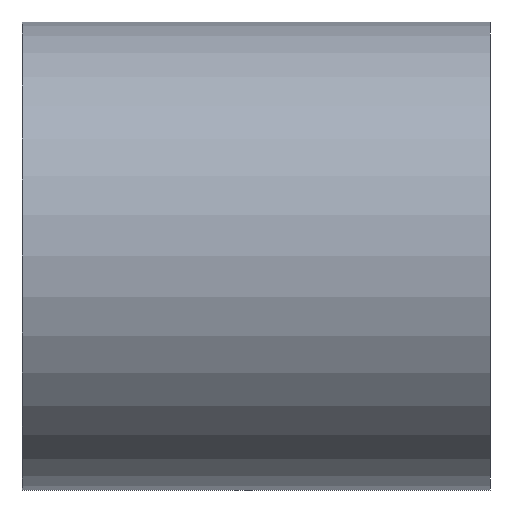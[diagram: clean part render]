
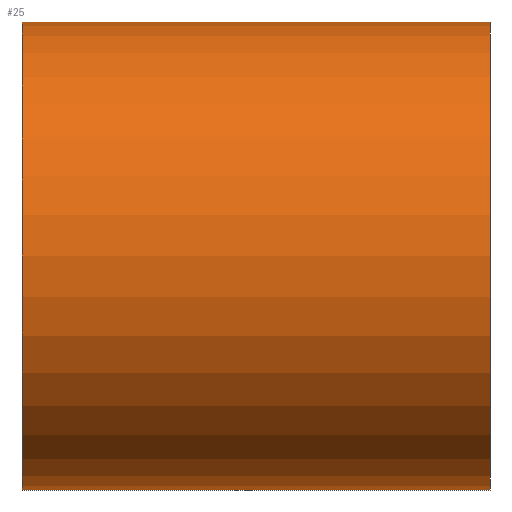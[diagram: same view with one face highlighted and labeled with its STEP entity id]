
A CAD part, left-side view. The second image highlights one B-rep face of the part: STEP entity #25.
In plain terms, the highlighted cylindrical face has radius 10 mm (diameter 20 mm), a partial arc.
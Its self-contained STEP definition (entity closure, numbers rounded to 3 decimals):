
#22 = EDGE_CURVE ( 'NONE', #366, #397, #215, .T. ) ;
#25 = ADVANCED_FACE ( 'NONE', ( #216 ), #210, .T. ) ;
#42 = EDGE_CURVE ( 'NONE', #361, #360, #385, .T. ) ;
#68 = EDGE_LOOP ( 'NONE', ( #122, #182, #183, #184 ) ) ;
#122 = ORIENTED_EDGE ( 'NONE', *, *, #251, .F. ) ;
#182 = ORIENTED_EDGE ( 'NONE', *, *, #42, .F. ) ;
#183 = ORIENTED_EDGE ( 'NONE', *, *, #224, .T. ) ;
#184 = ORIENTED_EDGE ( 'NONE', *, *, #22, .T. ) ;
#205 = DIRECTION ( 'NONE',  ( 0., 0., -1. ) ) ;
#206 = DIRECTION ( 'NONE',  ( 0., -1., 0. ) ) ;
#207 = CARTESIAN_POINT ( 'NONE',  ( 0., 10., 0. ) ) ;
#208 = AXIS2_PLACEMENT_3D ( 'NONE', #207, #206, #205 ) ;
#210 = CYLINDRICAL_SURFACE ( 'NONE', #208, 10. ) ;
#211 = DIRECTION ( 'NONE',  ( 0., 0., 1. ) ) ;
#212 = DIRECTION ( 'NONE',  ( 0., 1., 0. ) ) ;
#213 = CARTESIAN_POINT ( 'NONE',  ( 0., -10., 0. ) ) ;
#214 = AXIS2_PLACEMENT_3D ( 'NONE', #213, #212, #211 ) ;
#215 = CIRCLE ( 'NONE', #214, 10. ) ;
#216 = FACE_OUTER_BOUND ( 'NONE', #68, .T. ) ;
#224 = EDGE_CURVE ( 'NONE', #361, #366, #630, .T. ) ;
#251 = EDGE_CURVE ( 'NONE', #360, #397, #564, .T. ) ;
#360 = VERTEX_POINT ( 'NONE', #627 ) ;
#361 = VERTEX_POINT ( 'NONE', #626 ) ;
#366 = VERTEX_POINT ( 'NONE', #548 ) ;
#378 = DIRECTION ( 'NONE',  ( 0., 0., 1. ) ) ;
#379 = DIRECTION ( 'NONE',  ( 0., 1., 0. ) ) ;
#380 = CARTESIAN_POINT ( 'NONE',  ( 0., 10., 0. ) ) ;
#381 = AXIS2_PLACEMENT_3D ( 'NONE', #380, #379, #378 ) ;
#385 = CIRCLE ( 'NONE', #381, 10. ) ;
#397 = VERTEX_POINT ( 'NONE', #547 ) ;
#543 = VECTOR ( 'NONE', #566, 1000. ) ;
#547 = CARTESIAN_POINT ( 'NONE',  ( 0., -10., 10. ) ) ;
#548 = CARTESIAN_POINT ( 'NONE',  ( 0., -10., -10. ) ) ;
#564 = LINE ( 'NONE', #571, #587 ) ;
#566 = DIRECTION ( 'NONE',  ( 0., -1., 0. ) ) ;
#570 = DIRECTION ( 'NONE',  ( 0., -1., 0. ) ) ;
#571 = CARTESIAN_POINT ( 'NONE',  ( 0., 10., 10. ) ) ;
#587 = VECTOR ( 'NONE', #570, 1000. ) ;
#626 = CARTESIAN_POINT ( 'NONE',  ( 0., 10., -10. ) ) ;
#627 = CARTESIAN_POINT ( 'NONE',  ( 0., 10., 10. ) ) ;
#630 = LINE ( 'NONE', #637, #543 ) ;
#637 = CARTESIAN_POINT ( 'NONE',  ( 0., 10., -10. ) ) ;
